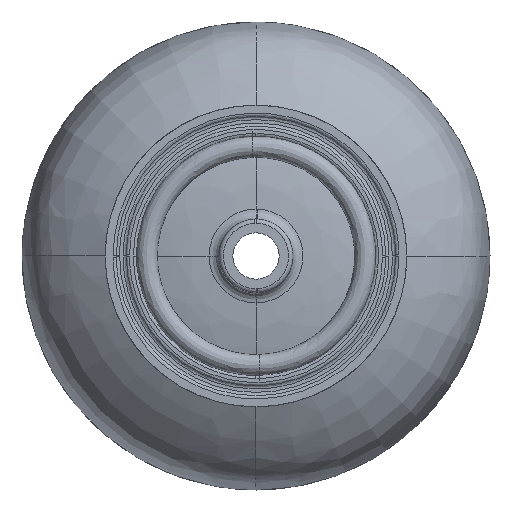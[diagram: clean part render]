
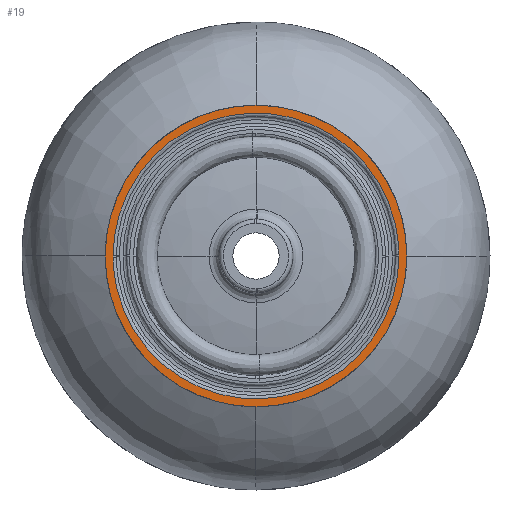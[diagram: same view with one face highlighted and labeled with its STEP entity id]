
A CAD part, front view. The second image highlights one B-rep face of the part: STEP entity #19.
In plain terms, the highlighted planar face has unit normal (0, -1, 0).
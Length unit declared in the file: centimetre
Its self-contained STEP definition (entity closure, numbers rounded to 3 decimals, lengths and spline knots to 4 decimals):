
#19=ADVANCED_FACE('',(#91,#83),#1076,.T.);
#83=FACE_BOUND('',#160,.T.);
#91=FACE_OUTER_BOUND('',#159,.T.);
#159=EDGE_LOOP('',(#249,#250,#251,#252));
#160=EDGE_LOOP('',(#253,#254,#255,#256));
#249=ORIENTED_EDGE('',*,*,#565,.T.);
#250=ORIENTED_EDGE('',*,*,#566,.T.);
#251=ORIENTED_EDGE('',*,*,#567,.T.);
#252=ORIENTED_EDGE('',*,*,#568,.T.);
#253=ORIENTED_EDGE('',*,*,#570,.T.);
#254=ORIENTED_EDGE('',*,*,#596,.T.);
#255=ORIENTED_EDGE('',*,*,#569,.T.);
#256=ORIENTED_EDGE('',*,*,#593,.T.);
#565=EDGE_CURVE('',#925,#926,#861,.T.);
#566=EDGE_CURVE('',#926,#927,#862,.T.);
#567=EDGE_CURVE('',#927,#924,#863,.T.);
#568=EDGE_CURVE('',#924,#925,#864,.T.);
#569=EDGE_CURVE('',#929,#930,#738,.T.);
#570=EDGE_CURVE('',#931,#928,#739,.T.);
#593=EDGE_CURVE('',#930,#931,#748,.T.);
#596=EDGE_CURVE('',#928,#929,#751,.T.);
#738=(
BOUNDED_CURVE()
B_SPLINE_CURVE(2,(#5581,#5582,#5583),.UNSPECIFIED.,.F.,.F.)
B_SPLINE_CURVE_WITH_KNOTS((3,3),(0.,1.7633),
 .UNSPECIFIED.)
CURVE()
GEOMETRIC_REPRESENTATION_ITEM()
RATIONAL_B_SPLINE_CURVE((1.,1.,1.))
REPRESENTATION_ITEM('')
);
#739=(
BOUNDED_CURVE()
B_SPLINE_CURVE(2,(#5584,#5585,#5586),.UNSPECIFIED.,.F.,.F.)
B_SPLINE_CURVE_WITH_KNOTS((3,3),(0.,1.7633),
 .UNSPECIFIED.)
CURVE()
GEOMETRIC_REPRESENTATION_ITEM()
RATIONAL_B_SPLINE_CURVE((1.,1.,1.))
REPRESENTATION_ITEM('')
);
#748=(
BOUNDED_CURVE()
B_SPLINE_CURVE(2,(#5864,#5865,#5866,#5867,#5868),.UNSPECIFIED.,.F.,.F.)
B_SPLINE_CURVE_WITH_KNOTS((3,2,3),(-429.8036,-214.9018,
-0.0001),.UNSPECIFIED.)
CURVE()
GEOMETRIC_REPRESENTATION_ITEM()
RATIONAL_B_SPLINE_CURVE((1.,0.709,1.,0.709,1.))
REPRESENTATION_ITEM('')
);
#751=(
BOUNDED_CURVE()
B_SPLINE_CURVE(2,(#5877,#5878,#5879,#5880,#5881),.UNSPECIFIED.,.F.,.F.)
B_SPLINE_CURVE_WITH_KNOTS((3,2,3),(-429.8036,-214.9018,
-0.0001),.UNSPECIFIED.)
CURVE()
GEOMETRIC_REPRESENTATION_ITEM()
RATIONAL_B_SPLINE_CURVE((1.,0.709,1.,0.709,1.))
REPRESENTATION_ITEM('')
);
#861=B_SPLINE_CURVE_WITH_KNOTS('',3,(#5553,#5554,#5555,#5556,#5557,#5558,
#5559),.UNSPECIFIED.,.F.,.F.,(4,1,1,1,4),(-226.3107,-169.7332,
-113.1553,-56.5775,0.),.UNSPECIFIED.);
#862=B_SPLINE_CURVE_WITH_KNOTS('',3,(#5560,#5561,#5562,#5563,#5564,#5565,
#5566),.UNSPECIFIED.,.F.,.F.,(4,1,1,1,4),(-226.3107,-169.7332,
-113.1553,-56.5775,0.),.UNSPECIFIED.);
#863=B_SPLINE_CURVE_WITH_KNOTS('',3,(#5567,#5568,#5569,#5570,#5571,#5572,
#5573),.UNSPECIFIED.,.F.,.F.,(4,1,1,1,4),(-226.3107,-169.7332,
-113.1553,-56.5775,0.),.UNSPECIFIED.);
#864=B_SPLINE_CURVE_WITH_KNOTS('',3,(#5574,#5575,#5576,#5577,#5578,#5579,
#5580),.UNSPECIFIED.,.F.,.F.,(4,1,1,1,4),(-226.3107,-169.7332,
-113.1553,-56.5775,0.),.UNSPECIFIED.);
#924=VERTEX_POINT('',#5342);
#925=VERTEX_POINT('',#5343);
#926=VERTEX_POINT('',#5344);
#927=VERTEX_POINT('',#5345);
#928=VERTEX_POINT('',#5346);
#929=VERTEX_POINT('',#5347);
#930=VERTEX_POINT('',#5348);
#931=VERTEX_POINT('',#5349);
#1076=PLANE('',#1101);
#1101=AXIS2_PLACEMENT_3D('',#1387,#1109,$);
#1109=DIRECTION('',(0.,-1.,0.));
#1387=CARTESIAN_POINT('',(145.0127,-120.,-145.0127));
#5342=CARTESIAN_POINT('',(-145.0027,-119.9991,0.));
#5343=CARTESIAN_POINT('',(0.,-119.9991,-145.0027));
#5344=CARTESIAN_POINT('',(145.0027,-119.9991,0.));
#5345=CARTESIAN_POINT('',(0.,-119.9991,145.0027));
#5346=CARTESIAN_POINT('',(137.372,-120.,0.));
#5347=CARTESIAN_POINT('',(-137.3607,-120.,-1.7633));
#5348=CARTESIAN_POINT('',(-137.372,-120.,0.));
#5349=CARTESIAN_POINT('',(137.3607,-120.,1.7633));
#5553=CARTESIAN_POINT('',(0.,-119.9991,-145.0027));
#5554=CARTESIAN_POINT('',(18.8592,-119.9991,-145.0027));
#5555=CARTESIAN_POINT('',(56.9909,-119.9991,-137.4589));
#5556=CARTESIAN_POINT('',(105.1877,-119.9991,-105.1877));
#5557=CARTESIAN_POINT('',(137.4589,-119.9991,-56.9909));
#5558=CARTESIAN_POINT('',(145.0027,-119.9991,-18.8592));
#5559=CARTESIAN_POINT('',(145.0027,-119.9991,0.));
#5560=CARTESIAN_POINT('',(145.0027,-119.9991,0.));
#5561=CARTESIAN_POINT('',(145.0027,-119.9991,18.8592));
#5562=CARTESIAN_POINT('',(137.4589,-119.9991,56.9909));
#5563=CARTESIAN_POINT('',(105.1877,-119.9991,105.1877));
#5564=CARTESIAN_POINT('',(56.9909,-119.9991,137.4589));
#5565=CARTESIAN_POINT('',(18.8592,-119.9991,145.0027));
#5566=CARTESIAN_POINT('',(0.,-119.9991,145.0027));
#5567=CARTESIAN_POINT('',(0.,-119.9991,145.0027));
#5568=CARTESIAN_POINT('',(-18.8592,-119.9991,145.0027));
#5569=CARTESIAN_POINT('',(-56.9909,-119.9991,137.4589));
#5570=CARTESIAN_POINT('',(-105.1877,-119.9991,105.1877));
#5571=CARTESIAN_POINT('',(-137.4589,-119.9991,56.9909));
#5572=CARTESIAN_POINT('',(-145.0027,-119.9991,18.8592));
#5573=CARTESIAN_POINT('',(-145.0027,-119.9991,0.));
#5574=CARTESIAN_POINT('',(-145.0027,-119.9991,0.));
#5575=CARTESIAN_POINT('',(-145.0027,-119.9991,-18.8592));
#5576=CARTESIAN_POINT('',(-137.4589,-119.9991,-56.9909));
#5577=CARTESIAN_POINT('',(-105.1877,-119.9991,-105.1877));
#5578=CARTESIAN_POINT('',(-56.9909,-119.9991,-137.4589));
#5579=CARTESIAN_POINT('',(-18.8592,-119.9991,-145.0027));
#5580=CARTESIAN_POINT('',(0.,-119.9991,-145.0027));
#5581=CARTESIAN_POINT('',(-137.3607,-120.,-1.7633));
#5582=CARTESIAN_POINT('',(-137.372,-120.,-0.8817));
#5583=CARTESIAN_POINT('',(-137.372,-120.,0.));
#5584=CARTESIAN_POINT('',(137.3607,-120.,1.7633));
#5585=CARTESIAN_POINT('',(137.372,-120.,0.8817));
#5586=CARTESIAN_POINT('',(137.372,-120.,0.));
#5864=CARTESIAN_POINT('',(-137.372,-120.,0.));
#5865=CARTESIAN_POINT('',(-137.372,-120.,136.4932));
#5866=CARTESIAN_POINT('',(-0.8817,-120.,137.3692));
#5867=CARTESIAN_POINT('',(135.6087,-120.,138.2452));
#5868=CARTESIAN_POINT('',(137.3607,-120.,1.7633));
#5877=CARTESIAN_POINT('',(137.372,-120.,0.));
#5878=CARTESIAN_POINT('',(137.372,-120.,-136.4932));
#5879=CARTESIAN_POINT('',(0.8817,-120.,-137.3692));
#5880=CARTESIAN_POINT('',(-135.6087,-120.,-138.2452));
#5881=CARTESIAN_POINT('',(-137.3607,-120.,-1.7633));
